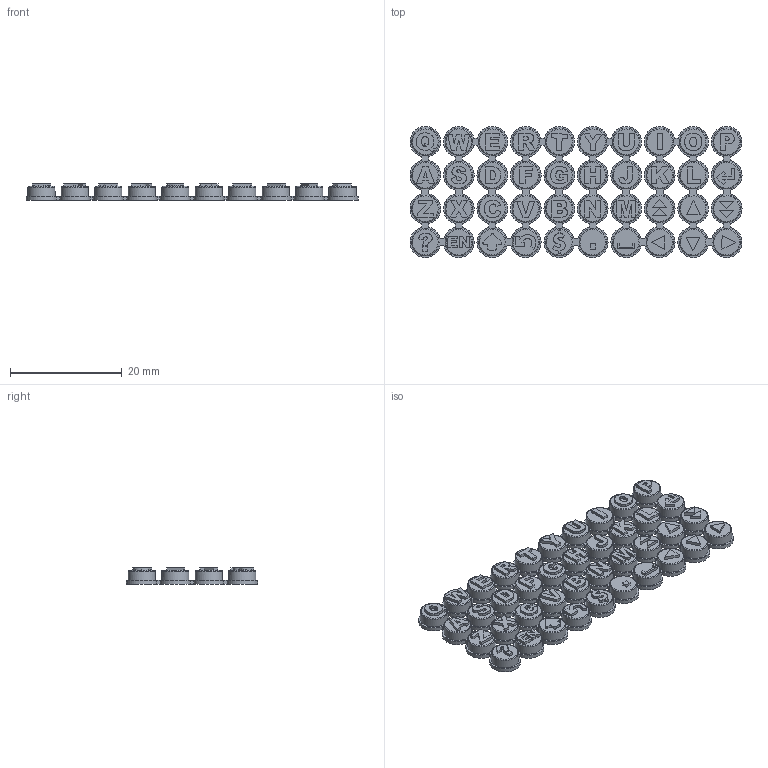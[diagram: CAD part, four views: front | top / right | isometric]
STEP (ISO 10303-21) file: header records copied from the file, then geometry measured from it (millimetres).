
FILE_DESCRIPTION(/* description */ (''),/* implementation_level */ '2;1');
FILE_NAME(/* name */ 'pepper-deck-6-keyboard.step',/* time_stamp */ '2025-04-30T10:04:08+08:00',/* author */ (''),/* organization */ (''),/* preprocessor_version */ 'ST-DEVELOPER v20.1',/* originating_system */ 'Autodesk Translation Framework v14.4.0.0',/* authorisation */ '');
FILE_SCHEMA (('AUTOMOTIVE_DESIGN { 1 0 10303 214 3 1 1 }'));
Length unit declared in the file: millimetre
Products named in the file (1): pepper-deck
Bounding box: 59.5 x 23.5 x 3 mm (x, y, z)
Volume: 2132.1 mm3; surface area: 3734.7 mm2
Topology: 1 solids, 1 shells, 881 faces, 2327 edges, 1538 vertices
Faces by surface type: plane 472, bspline 291, cylinder 118
Full cylindrical faces by diameter (mm): 4.9 x40
Entity records: 38193 total; most frequent: CARTESIAN_POINT 18272, ORIENTED_EDGE 4654, DIRECTION 3073, EDGE_CURVE 2327, VERTEX_POINT 1538, LINE 1499, VECTOR 1499, EDGE_LOOP 971
